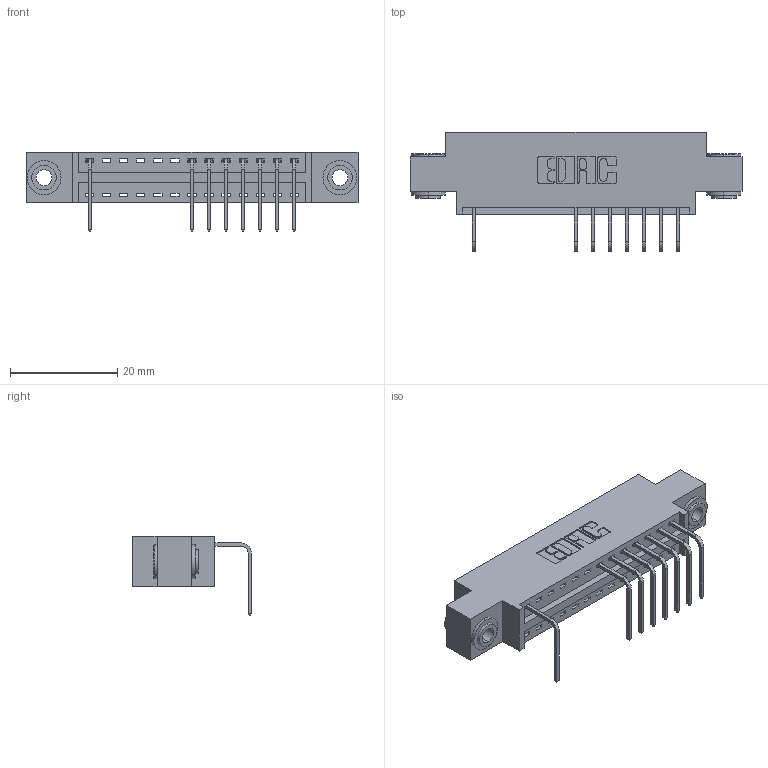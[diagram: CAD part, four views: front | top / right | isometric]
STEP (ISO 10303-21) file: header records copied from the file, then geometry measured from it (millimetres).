
FILE_DESCRIPTION (( 'STEP AP203' ), '1' );
FILE_NAME ('346-013-558-603.STEP', '2018-08-20T00:06:18', ( '' ), ( '' ), 'SwSTEP 2.0', 'SolidWorks 2016', '' );
FILE_SCHEMA (( 'CONFIG_CONTROL_DESIGN' ));
Length unit declared in the file: inch
Products named in the file (4): 345-250-002_345-250-002-102; 346-013-558-603; 346 Part_0.170 Offset - 0.156 Dia-TH; 345-292-001_558 Tail - 2
Assembly tree (11 placements, depth 2):
  346-013-558-603
    346 Part_0.170 Offset - 0.156 Dia-TH
    345-292-001_558 Tail - 2  x8
    345-250-002_345-250-002-102  x2
Bounding box: 61.85 x 22.16 x 14.73 mm (x, y, z)
Volume: 5554.8 mm3; surface area: 6860.7 mm2
Topology: 11 solids, 11 shells, 704 faces, 2083 edges, 1374 vertices
Faces by surface type: plane 476, cylinder 220, cone 8
Entity records: 12678 total; most frequent: CARTESIAN_POINT 2185, ORIENTED_EDGE 2130, DIRECTION 1987, EDGE_CURVE 1065, LINE 857, VECTOR 857, VERTEX_POINT 706, AXIS2_PLACEMENT_3D 565
